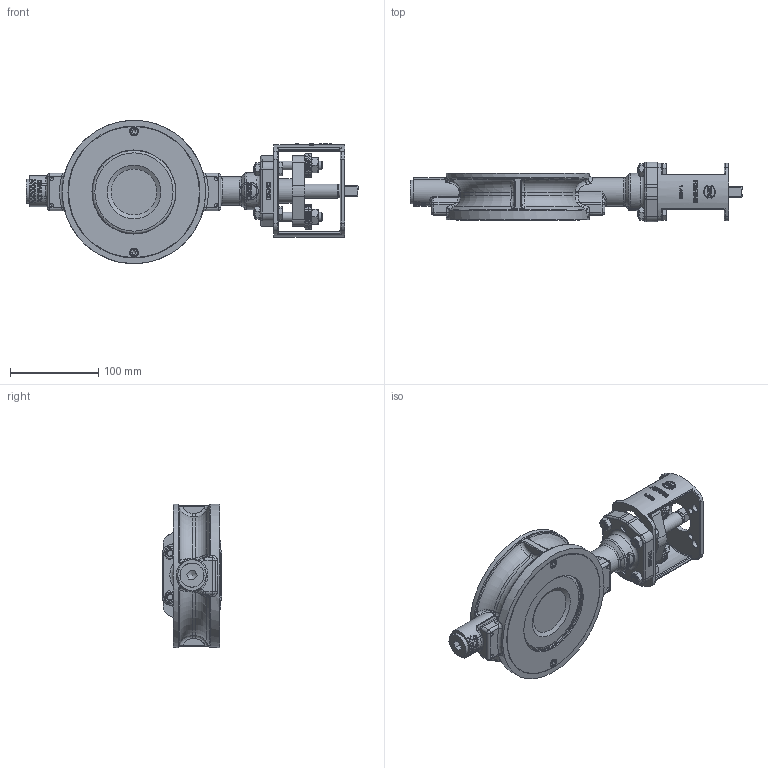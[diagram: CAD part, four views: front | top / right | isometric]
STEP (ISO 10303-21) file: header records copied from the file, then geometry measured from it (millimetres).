
FILE_DESCRIPTION(/* description */ (''),/* implementation_level */ '2;1');
FILE_NAME(/* name */ 'HP111 DN100 PN10-40,ASME.stp',/* time_stamp */ '2016-10-24T13:26:12+02:00',/* author */ ('Hellwig'),/* organization */ (''),/* preprocessor_version */ 'ST-DEVELOPER v15.6',/* originating_system */ 'Autodesk Inventor 2015',/* authorisation */ '');
FILE_SCHEMA (('AUTOMOTIVE_DESIGN { 1 0 10303 214 3 1 1 }'));
Products named in the file (1): M39856
Bounding box: 375.2 x 67.52 x 162 mm (x, y, z)
Volume: 961334.3 mm3; surface area: 270457.1 mm2
Topology: 13 solids, 24 shells, 1847 faces, 4646 edges, 2919 vertices
Faces by surface type: plane 665, bspline 510, cylinder 378, cone 150, torus 132, sphere 12
Full cylindrical faces by diameter (mm): 4.134 x6, 5 x2, 5.5 x2, 6.6 x8, 7.323 x4, 8 x10, 8.376 x2, 8.5 x2, 9 x8, 9.2 x2, 10 x8, 10.2 x12, 11 x2, 11.4 x4, 15.3 x1, 16 x2, 16.05 x3, 16.1 x1, 16.2 x4, 18.1 x1, 19.1 x3, 19.15 x2, 20.376 x2, 22 x1, 24.2 x2, 27 x1, 27.2 x1, 27.8 x1, 27.9 x1, 28 x14
Entity records: 98256 total; most frequent: CARTESIAN_POINT 56961, ORIENTED_EDGE 8516, DIRECTION 6895, EDGE_CURVE 4244, VERTEX_POINT 2827, AXIS2_PLACEMENT_3D 2675, EDGE_LOOP 2311, FACE_OUTER_BOUND 1847
